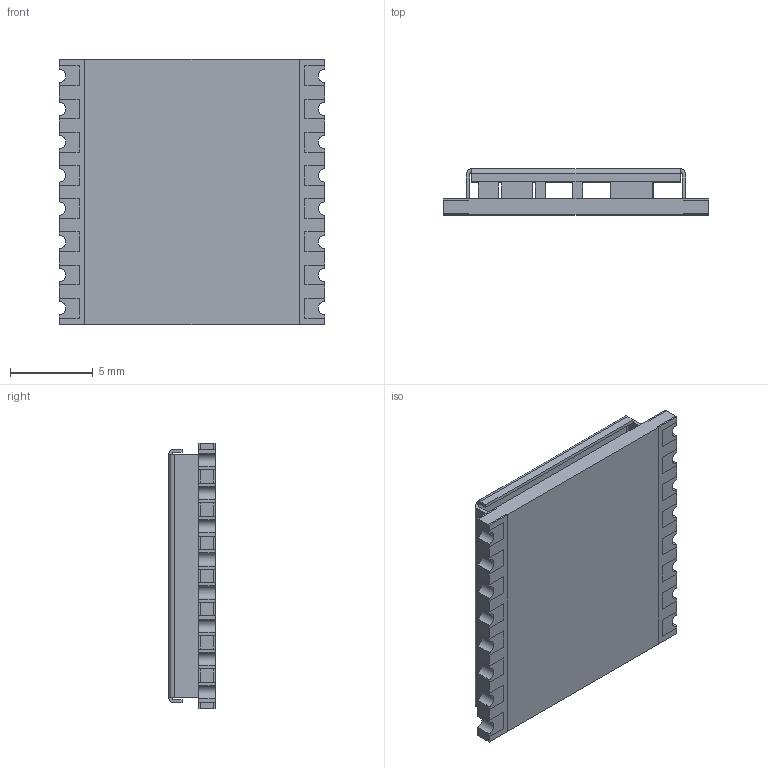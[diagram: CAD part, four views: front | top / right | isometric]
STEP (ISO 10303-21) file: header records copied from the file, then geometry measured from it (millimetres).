
FILE_DESCRIPTION (( 'STEP AP214' ), '1' );
FILE_NAME ('RFM95CW.STEP', '2022-01-06T20:25:35', ( '' ), ( '' ), 'SwSTEP 2.0', 'SolidWorks 2017', '' );
FILE_SCHEMA (( 'AUTOMOTIVE_DESIGN' ));
Length unit declared in the file: millimetre
Products named in the file (1): RFM95CW
Bounding box: 16 x 2.8 x 16 mm (x, y, z)
Volume: 319.7 mm3; surface area: 1420.8 mm2
Topology: 32 solids, 32 shells, 448 faces, 1136 edges, 752 vertices
Faces by surface type: plane 424, cylinder 24
Entity records: 13533 total; most frequent: CARTESIAN_POINT 2337, ORIENTED_EDGE 2272, DIRECTION 2082, EDGE_CURVE 1136, VECTOR 1088, LINE 1088, VERTEX_POINT 752, AXIS2_PLACEMENT_3D 497
